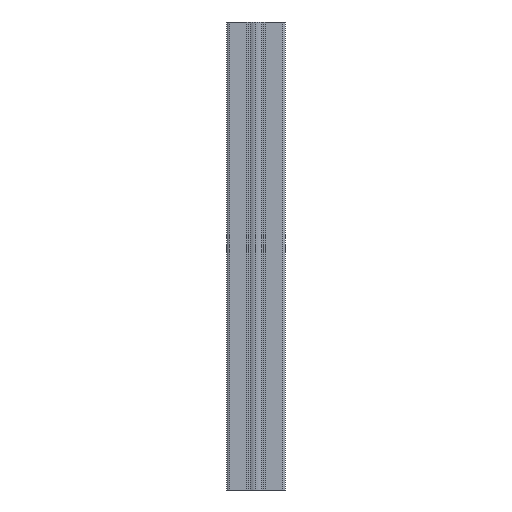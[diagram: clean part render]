
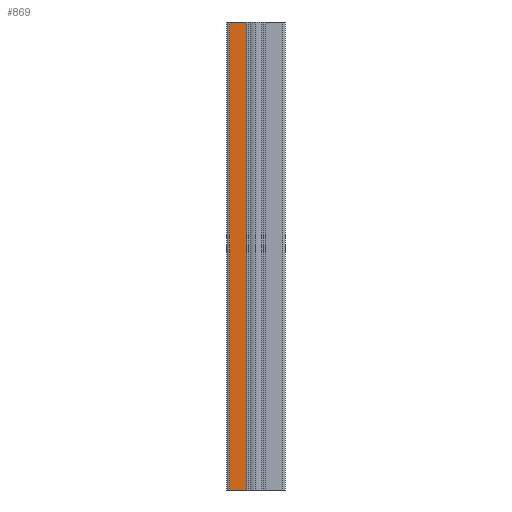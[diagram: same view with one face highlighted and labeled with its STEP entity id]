
A CAD part, left-side view. The second image highlights one B-rep face of the part: STEP entity #869.
In plain terms, the highlighted planar face has unit normal (-1, 0, 0).
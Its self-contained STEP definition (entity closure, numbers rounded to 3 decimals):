
#59 = DIRECTION ( 'NONE',  ( 0., -1., 0. ) ) ;
#64 = DIRECTION ( 'NONE',  ( 0., 1., 0. ) ) ;
#80 = DIRECTION ( 'NONE',  ( 1., 0., 0. ) ) ;
#122 = PLANE ( 'NONE',  #2107 ) ;
#131 = EDGE_CURVE ( 'NONE', #491, #1213, #1971, .T. ) ;
#297 = CARTESIAN_POINT ( 'NONE',  ( -12.5, 11.3, 200. ) ) ;
#358 = VECTOR ( 'NONE', #1730, 1000. ) ;
#491 = VERTEX_POINT ( 'NONE', #580 ) ;
#502 = CARTESIAN_POINT ( 'NONE',  ( -12.5, 3.95, 200. ) ) ;
#548 = FACE_OUTER_BOUND ( 'NONE', #1544, .T. ) ;
#580 = CARTESIAN_POINT ( 'NONE',  ( -12.5, 3.95, 200. ) ) ;
#869 = ADVANCED_FACE ( 'NONE', ( #548 ), #122, .F. ) ;
#905 = CARTESIAN_POINT ( 'NONE',  ( -12.5, 11.3, 200. ) ) ;
#961 = VERTEX_POINT ( 'NONE', #905 ) ;
#1062 = ORIENTED_EDGE ( 'NONE', *, *, #1721, .T. ) ;
#1213 = VERTEX_POINT ( 'NONE', #2347 ) ;
#1215 = CARTESIAN_POINT ( 'NONE',  ( -12.5, 11.3, 0. ) ) ;
#1261 = EDGE_CURVE ( 'NONE', #961, #2126, #1533, .T. ) ;
#1349 = VECTOR ( 'NONE', #2918, 1000. ) ;
#1533 = LINE ( 'NONE', #297, #358 ) ;
#1544 = EDGE_LOOP ( 'NONE', ( #1062, #2702, #2881, #2875 ) ) ;
#1721 = EDGE_CURVE ( 'NONE', #2126, #1213, #2195, .T. ) ;
#1730 = DIRECTION ( 'NONE',  ( 0., 0., -1. ) ) ;
#1790 = LINE ( 'NONE', #2031, #2222 ) ;
#1897 = VECTOR ( 'NONE', #2434, 1000. ) ;
#1971 = LINE ( 'NONE', #502, #1349 ) ;
#2031 = CARTESIAN_POINT ( 'NONE',  ( -12.5, 11.3, 200. ) ) ;
#2107 = AXIS2_PLACEMENT_3D ( 'NONE', #2258, #80, #64 ) ;
#2126 = VERTEX_POINT ( 'NONE', #1215 ) ;
#2195 = LINE ( 'NONE', #2226, #1897 ) ;
#2222 = VECTOR ( 'NONE', #59, 1000. ) ;
#2226 = CARTESIAN_POINT ( 'NONE',  ( -12.5, 11.3, 0. ) ) ;
#2258 = CARTESIAN_POINT ( 'NONE',  ( -12.5, 11.3, 200. ) ) ;
#2347 = CARTESIAN_POINT ( 'NONE',  ( -12.5, 3.95, 0. ) ) ;
#2434 = DIRECTION ( 'NONE',  ( 0., -1., 0. ) ) ;
#2702 = ORIENTED_EDGE ( 'NONE', *, *, #131, .F. ) ;
#2875 = ORIENTED_EDGE ( 'NONE', *, *, #1261, .T. ) ;
#2881 = ORIENTED_EDGE ( 'NONE', *, *, #2933, .F. ) ;
#2918 = DIRECTION ( 'NONE',  ( 0., 0., -1. ) ) ;
#2933 = EDGE_CURVE ( 'NONE', #961, #491, #1790, .T. ) ;
